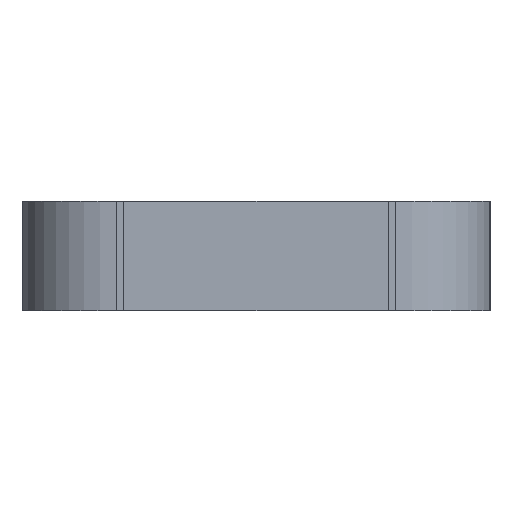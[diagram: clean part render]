
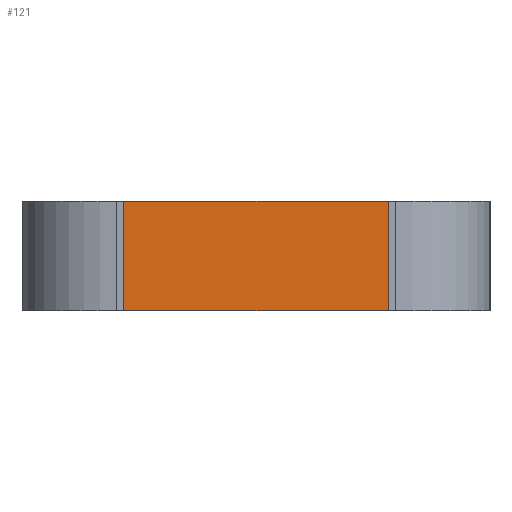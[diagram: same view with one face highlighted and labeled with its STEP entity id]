
A CAD part, left-side view. The second image highlights one B-rep face of the part: STEP entity #121.
In plain terms, the highlighted planar face has unit normal (-1, 0, 0).
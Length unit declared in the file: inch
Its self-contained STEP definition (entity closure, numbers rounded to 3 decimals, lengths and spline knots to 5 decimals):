
#24 = PLANE ( 'NONE',  #359 ) ;
#120 = CARTESIAN_POINT ( 'NONE',  ( -0.665, 0.07, 0. ) ) ;
#121 = ADVANCED_FACE ( 'NONE', ( #823 ), #24, .T. ) ;
#147 = EDGE_CURVE ( 'NONE', #1077, #962, #809, .T. ) ;
#194 = EDGE_CURVE ( 'NONE', #1029, #1037, #799, .T. ) ;
#202 = VECTOR ( 'NONE', #280, 39.37008 ) ;
#209 = VECTOR ( 'NONE', #303, 39.37008 ) ;
#210 = LINE ( 'NONE', #287, #202 ) ;
#215 = LINE ( 'NONE', #477, #209 ) ;
#280 = DIRECTION ( 'NONE',  ( 0., 1., 0. ) ) ;
#287 = CARTESIAN_POINT ( 'NONE',  ( -0.665, 0.07, 0.058 ) ) ;
#303 = DIRECTION ( 'NONE',  ( 0., -1., 0. ) ) ;
#359 = AXIS2_PLACEMENT_3D ( 'NONE', #1322, #1299, #1245 ) ;
#440 = CARTESIAN_POINT ( 'NONE',  ( -0.665, -0.07, 0.058 ) ) ;
#477 = CARTESIAN_POINT ( 'NONE',  ( -0.665, 0.07, 0. ) ) ;
#520 = DIRECTION ( 'NONE',  ( 0., 0., 1. ) ) ;
#776 = VECTOR ( 'NONE', #520, 39.37008 ) ;
#799 = LINE ( 'NONE', #440, #776 ) ;
#804 = VECTOR ( 'NONE', #955, 39.37008 ) ;
#809 = LINE ( 'NONE', #1025, #804 ) ;
#823 = FACE_OUTER_BOUND ( 'NONE', #1405, .T. ) ;
#955 = DIRECTION ( 'NONE',  ( 0., 0., -1. ) ) ;
#962 = VERTEX_POINT ( 'NONE', #120 ) ;
#1025 = CARTESIAN_POINT ( 'NONE',  ( -0.665, 0.07, 0.058 ) ) ;
#1029 = VERTEX_POINT ( 'NONE', #1730 ) ;
#1037 = VERTEX_POINT ( 'NONE', #1739 ) ;
#1077 = VERTEX_POINT ( 'NONE', #1684 ) ;
#1245 = DIRECTION ( 'NONE',  ( 0., 0., 1. ) ) ;
#1299 = DIRECTION ( 'NONE',  ( -1., 0., 0. ) ) ;
#1322 = CARTESIAN_POINT ( 'NONE',  ( -0.665, 0.07, 0. ) ) ;
#1405 = EDGE_LOOP ( 'NONE', ( #1452, #1454, #1460, #1461 ) ) ;
#1452 = ORIENTED_EDGE ( 'NONE', *, *, #147, .T. ) ;
#1454 = ORIENTED_EDGE ( 'NONE', *, *, #1615, .T. ) ;
#1460 = ORIENTED_EDGE ( 'NONE', *, *, #194, .T. ) ;
#1461 = ORIENTED_EDGE ( 'NONE', *, *, #1650, .T. ) ;
#1615 = EDGE_CURVE ( 'NONE', #962, #1029, #215, .T. ) ;
#1650 = EDGE_CURVE ( 'NONE', #1037, #1077, #210, .T. ) ;
#1684 = CARTESIAN_POINT ( 'NONE',  ( -0.665, 0.07, 0.058 ) ) ;
#1730 = CARTESIAN_POINT ( 'NONE',  ( -0.665, -0.07, 0. ) ) ;
#1739 = CARTESIAN_POINT ( 'NONE',  ( -0.665, -0.07, 0.058 ) ) ;
